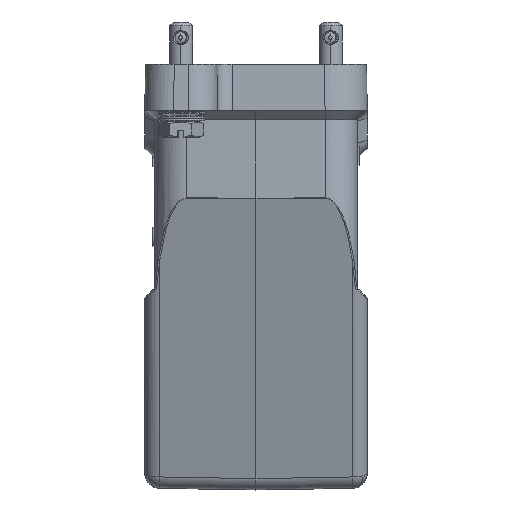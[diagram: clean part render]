
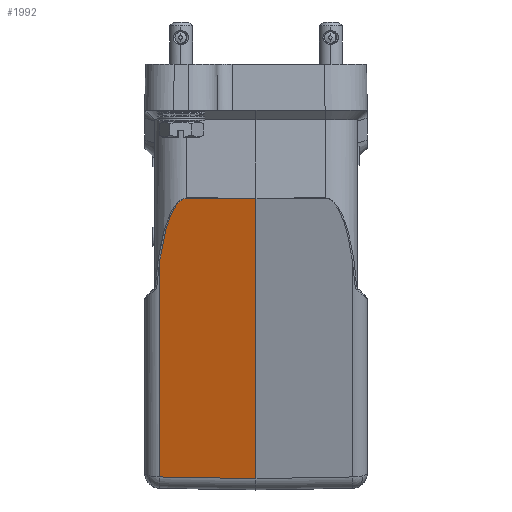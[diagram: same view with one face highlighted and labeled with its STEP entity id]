
A CAD part, left-side view. The second image highlights one B-rep face of the part: STEP entity #1992.
In plain terms, the highlighted planar face has unit normal (-0.966, 0.018, -0.259).
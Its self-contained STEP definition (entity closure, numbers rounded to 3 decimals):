
#1177=FACE_OUTER_BOUND('',#3644,.T.);
#1992=ADVANCED_FACE('NONE',(#1177),#2506,.F.);
#2506=PLANE('',#14925);
#3644=EDGE_LOOP('',(#9165,#9166,#9167,#9168,#9169));
#4679=LINE('',#30433,#5680);
#4716=LINE('',#30998,#5717);
#4717=LINE('',#31001,#5718);
#4718=LINE('',#31002,#5719);
#5680=VECTOR('',#17779,1.);
#5717=VECTOR('',#17886,1.);
#5718=VECTOR('',#17887,1.);
#5719=VECTOR('',#17888,1.);
#9165=ORIENTED_EDGE('',*,*,#13116,.F.);
#9166=ORIENTED_EDGE('',*,*,#13117,.F.);
#9167=ORIENTED_EDGE('',*,*,#13045,.F.);
#9168=ORIENTED_EDGE('',*,*,#13040,.F.);
#9169=ORIENTED_EDGE('',*,*,#13118,.F.);
#11106=VERTEX_POINT('',#30274);
#11107=VERTEX_POINT('',#30279);
#11110=VERTEX_POINT('',#30434);
#11152=VERTEX_POINT('',#30999);
#11153=VERTEX_POINT('',#31000);
#13040=EDGE_CURVE('NONE',#11107,#11106,#13852,.T.);
#13045=EDGE_CURVE('NONE',#11106,#11110,#4679,.T.);
#13116=EDGE_CURVE('NONE',#11152,#11153,#4716,.T.);
#13117=EDGE_CURVE('NONE',#11110,#11152,#4717,.T.);
#13118=EDGE_CURVE('NONE',#11153,#11107,#4718,.T.);
#13852=B_SPLINE_CURVE_WITH_KNOTS('',3,(#30280,#30281,#30282,#30283,#30284,
#30285,#30286,#30287,#30288,#30289,#30290,#30291,#30292,#30293,#30294,#30295,
#30296,#30297,#30298,#30299),.UNSPECIFIED.,.F.,.F.,(4,2,2,2,2,2,2,2,2,4),
(0.,0.25,0.5,0.625,0.75,0.813,0.875,0.938,0.969,1.),.UNSPECIFIED.);
#14925=AXIS2_PLACEMENT_3D('',#31003,#17889,#17890);
#17779=DIRECTION('',(-0.017,-1.,-0.002));
#17886=DIRECTION('',(0.013,1.,0.017));
#17887=DIRECTION('',(0.259,0.,-0.966));
#17888=DIRECTION('',(-0.259,0.,0.966));
#17889=DIRECTION('',(0.966,-0.017,0.259));
#17890=DIRECTION('',(0.259,0.,-0.966));
#30274=CARTESIAN_POINT('',(-74.668,18.048,-23.022));
#30279=CARTESIAN_POINT('',(-70.235,25.07,-39.091));
#30280=CARTESIAN_POINT('',(-70.235,25.07,-39.091));
#30281=CARTESIAN_POINT('',(-70.646,24.866,-37.573));
#30282=CARTESIAN_POINT('',(-71.055,24.619,-36.062));
#30283=CARTESIAN_POINT('',(-71.87,24.009,-33.061));
#30284=CARTESIAN_POINT('',(-72.276,23.647,-31.571));
#30285=CARTESIAN_POINT('',(-72.876,22.965,-29.377));
#30286=CARTESIAN_POINT('',(-73.075,22.714,-28.653));
#30287=CARTESIAN_POINT('',(-73.466,22.142,-27.232));
#30288=CARTESIAN_POINT('',(-73.659,21.823,-26.533));
#30289=CARTESIAN_POINT('',(-73.938,21.258,-25.531));
#30290=CARTESIAN_POINT('',(-74.029,21.054,-25.205));
#30291=CARTESIAN_POINT('',(-74.204,20.607,-24.58));
#30292=CARTESIAN_POINT('',(-74.289,20.363,-24.281));
#30293=CARTESIAN_POINT('',(-74.444,19.815,-23.739));
#30294=CARTESIAN_POINT('',(-74.515,19.511,-23.494));
#30295=CARTESIAN_POINT('',(-74.597,18.996,-23.223));
#30296=CARTESIAN_POINT('',(-74.62,18.814,-23.149));
#30297=CARTESIAN_POINT('',(-74.654,18.439,-23.048));
#30298=CARTESIAN_POINT('',(-74.665,18.244,-23.022));
#30299=CARTESIAN_POINT('',(-74.668,18.048,-23.022));
#30433=CARTESIAN_POINT('',(-74.662,18.396,-23.021));
#30434=CARTESIAN_POINT('',(-74.983,0.,-23.064));
#30998=CARTESIAN_POINT('',(-55.43,0.,-96.036));
#30999=CARTESIAN_POINT('',(-55.43,0.,-96.036));
#31000=CARTESIAN_POINT('',(-55.094,25.07,-95.598));
#31001=CARTESIAN_POINT('',(-54.636,0.,-99.));
#31002=CARTESIAN_POINT('',(-54.213,25.07,-98.887));
#31003=CARTESIAN_POINT('',(-54.636,0.,-99.));
